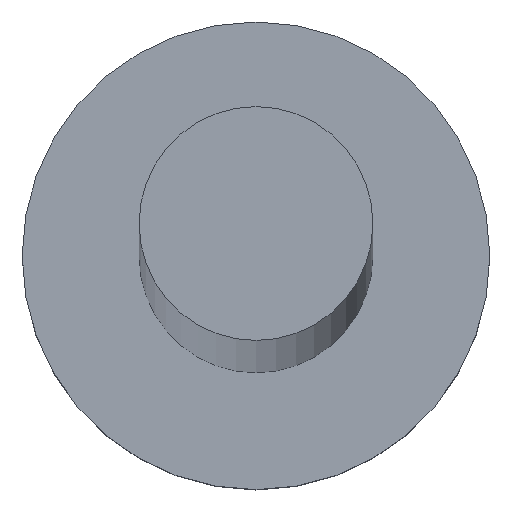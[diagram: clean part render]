
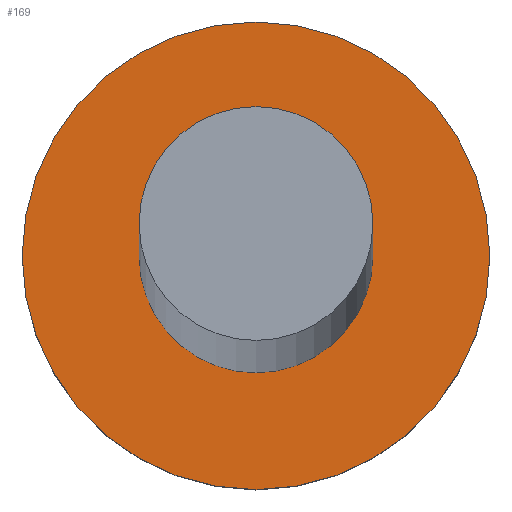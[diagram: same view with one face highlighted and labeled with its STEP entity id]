
A CAD part, top view. The second image highlights one B-rep face of the part: STEP entity #169.
In plain terms, the highlighted planar face has unit normal (0, 0, 1).
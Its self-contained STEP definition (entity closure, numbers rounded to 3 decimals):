
#1 = FACE_OUTER_BOUND ( 'NONE', #244, .T. ) ;
#9 = CIRCLE ( 'NONE', #143, 2.5 ) ;
#12 = DIRECTION ( 'NONE',  ( 0., 0., 1. ) ) ;
#14 = DIRECTION ( 'NONE',  ( 1., 0., 0. ) ) ;
#16 = DIRECTION ( 'NONE',  ( 0., 0., 1. ) ) ;
#28 = EDGE_LOOP ( 'NONE', ( #174, #81 ) ) ;
#31 = CARTESIAN_POINT ( 'NONE',  ( 0., 0., 2. ) ) ;
#41 = FACE_BOUND ( 'NONE', #28, .T. ) ;
#55 = VERTEX_POINT ( 'NONE', #178 ) ;
#61 = CARTESIAN_POINT ( 'NONE',  ( 0., 0., 2. ) ) ;
#64 = VERTEX_POINT ( 'NONE', #86 ) ;
#66 = DIRECTION ( 'NONE',  ( 1., 0., 0. ) ) ;
#68 = DIRECTION ( 'NONE',  ( 1., 0., 0. ) ) ;
#75 = EDGE_CURVE ( 'NONE', #64, #135, #9, .T. ) ;
#81 = ORIENTED_EDGE ( 'NONE', *, *, #134, .F. ) ;
#85 = ORIENTED_EDGE ( 'NONE', *, *, #75, .T. ) ;
#86 = CARTESIAN_POINT ( 'NONE',  ( 2.5, 0., 2. ) ) ;
#89 = AXIS2_PLACEMENT_3D ( 'NONE', #31, #16, #68 ) ;
#92 = EDGE_CURVE ( 'NONE', #55, #151, #237, .T. ) ;
#93 = ORIENTED_EDGE ( 'NONE', *, *, #128, .T. ) ;
#96 = CARTESIAN_POINT ( 'NONE',  ( 1.25, 0., 2. ) ) ;
#102 = CARTESIAN_POINT ( 'NONE',  ( 0., 0., 2. ) ) ;
#103 = AXIS2_PLACEMENT_3D ( 'NONE', #61, #223, #116 ) ;
#114 = DIRECTION ( 'NONE',  ( 1., 0., 0. ) ) ;
#116 = DIRECTION ( 'NONE',  ( 1., 0., 0. ) ) ;
#117 = CIRCLE ( 'NONE', #177, 2.5 ) ;
#124 = AXIS2_PLACEMENT_3D ( 'NONE', #102, #241, #14 ) ;
#126 = PLANE ( 'NONE',  #103 ) ;
#128 = EDGE_CURVE ( 'NONE', #135, #64, #117, .T. ) ;
#134 = EDGE_CURVE ( 'NONE', #151, #55, #164, .T. ) ;
#135 = VERTEX_POINT ( 'NONE', #228 ) ;
#143 = AXIS2_PLACEMENT_3D ( 'NONE', #242, #158, #114 ) ;
#151 = VERTEX_POINT ( 'NONE', #96 ) ;
#158 = DIRECTION ( 'NONE',  ( 0., 0., 1. ) ) ;
#164 = CIRCLE ( 'NONE', #89, 1.25 ) ;
#169 = ADVANCED_FACE ( 'NONE', ( #41, #1 ), #126, .T. ) ;
#174 = ORIENTED_EDGE ( 'NONE', *, *, #92, .F. ) ;
#177 = AXIS2_PLACEMENT_3D ( 'NONE', #245, #12, #66 ) ;
#178 = CARTESIAN_POINT ( 'NONE',  ( -1.25, 0., 2. ) ) ;
#223 = DIRECTION ( 'NONE',  ( 0., 0., 1. ) ) ;
#228 = CARTESIAN_POINT ( 'NONE',  ( -2.5, 0., 2. ) ) ;
#237 = CIRCLE ( 'NONE', #124, 1.25 ) ;
#241 = DIRECTION ( 'NONE',  ( 0., 0., 1. ) ) ;
#242 = CARTESIAN_POINT ( 'NONE',  ( 0., 0., 2. ) ) ;
#244 = EDGE_LOOP ( 'NONE', ( #93, #85 ) ) ;
#245 = CARTESIAN_POINT ( 'NONE',  ( 0., 0., 2. ) ) ;
